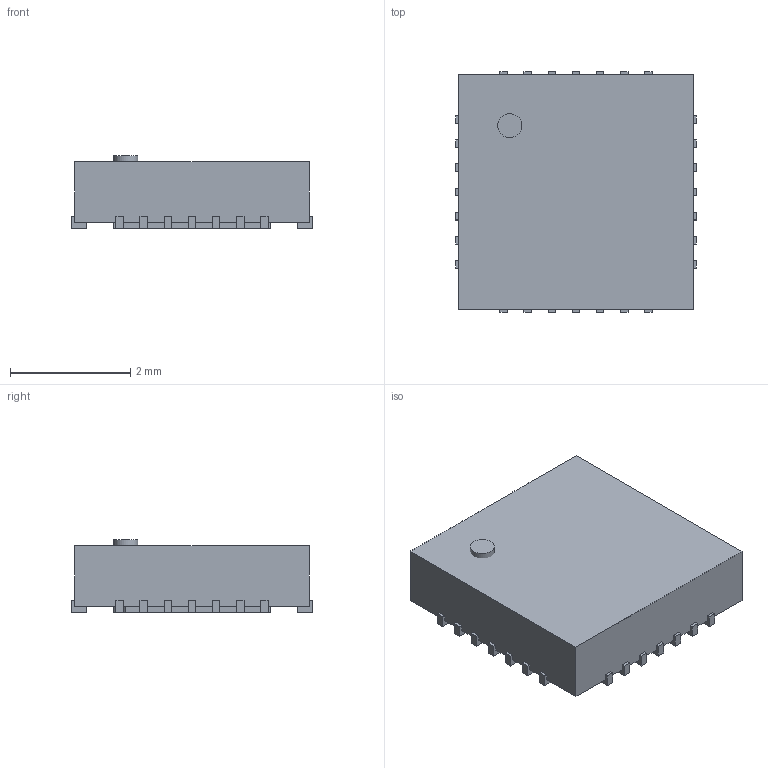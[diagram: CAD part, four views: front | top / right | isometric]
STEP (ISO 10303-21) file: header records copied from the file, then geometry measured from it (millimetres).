
FILE_DESCRIPTION(/* description */ ('model of QFN-28-1EP_4x4mm_P0.4mm_EP2.6x2.6mm'),/* implementation_level */ '2;1');
FILE_NAME(/* name */ 'QFN-28-1EP_4x4mm_P0.4mm_EP2.6x2.6mm.step',/* time_stamp */ '2022-11-23T01:33:26',/* author */ ('KiCAD','kicad'),/* organization */ ('OCCT'),/* preprocessor_version */ '',/* originating_system */ 'KiCAD',/* authorisation */ '');
FILE_SCHEMA(('AUTOMOTIVE_DESIGN { 1 0 10303 214 1 1 1 1 }'));
Length unit declared in the file: millimetre
Products named in the file (9): CQ assembly; e163cf85-6b11-11ed-aa3c-001a7dda7113; e163cf85-6b11-11ed-aa3c-001a7dda7113_part; e163f691-6b11-11ed-99b1-001a7dda7113; e163f691-6b11-11ed-99b1-001a7dda7113_part; e163f692-6b11-11ed-a186-001a7dda7113; e163f692-6b11-11ed-a186-001a7dda7113_part; e163f693-6b11-11ed-b15a-001a7dda7113; e163f693-6b11-11ed-b15a-001a7dda7113_part
Assembly tree (8 placements, depth 4):
  CQ assembly
    e163cf85-6b11-11ed-aa3c-001a7dda7113
      e163cf85-6b11-11ed-aa3c-001a7dda7113_part
      e163f691-6b11-11ed-99b1-001a7dda7113
        e163f691-6b11-11ed-99b1-001a7dda7113_part
      e163f692-6b11-11ed-a186-001a7dda7113
        e163f692-6b11-11ed-a186-001a7dda7113_part
      e163f693-6b11-11ed-b15a-001a7dda7113
        e163f693-6b11-11ed-b15a-001a7dda7113_part
Bounding box: 4 x 4 x 1.2 mm (x, y, z)
Volume: 16 mm3; surface area: 69.3 mm2
Topology: 31 solids, 31 shells, 302 faces, 717 edges, 478 vertices
Faces by surface type: plane 301, cylinder 1
Full cylindrical faces by diameter (mm): 0.4 x1
Entity records: 8840 total; most frequent: CARTESIAN_POINT 1506, ORIENTED_EDGE 1434, DIRECTION 1341, EDGE_CURVE 717, LINE 715, VECTOR 715, VERTEX_POINT 478, AXIS2_PLACEMENT_3D 313
